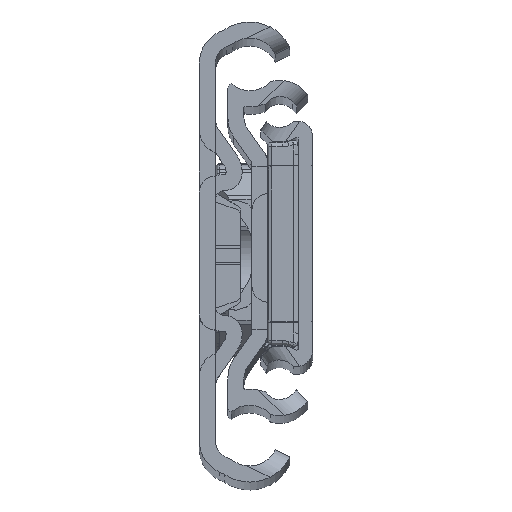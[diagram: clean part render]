
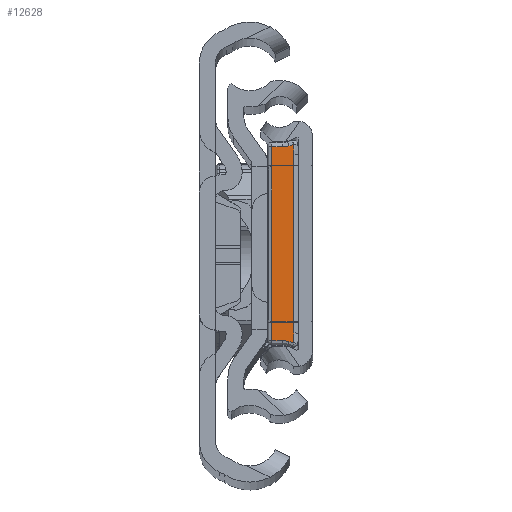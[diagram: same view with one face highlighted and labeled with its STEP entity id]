
A CAD part, top view. The second image highlights one B-rep face of the part: STEP entity #12628.
In plain terms, the highlighted planar face has unit normal (0, 0, 1).
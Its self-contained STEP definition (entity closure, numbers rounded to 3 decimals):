
#403 = CARTESIAN_POINT ( 'NONE',  ( 9.313, 6.606, 0. ) ) ;
#432 = CARTESIAN_POINT ( 'NONE',  ( -11.104, 0.5, 0. ) ) ;
#489 = CARTESIAN_POINT ( 'NONE',  ( -11.104, 0.559, 0. ) ) ;
#1065 = VECTOR ( 'NONE', #17147, 1000. ) ;
#1124 = CARTESIAN_POINT ( 'NONE',  ( 10.85, 0.559, 0. ) ) ;
#1523 = CARTESIAN_POINT ( 'NONE',  ( -10.85, 3., 0. ) ) ;
#1700 = VERTEX_POINT ( 'NONE', #6425 ) ;
#1719 = DIRECTION ( 'NONE',  ( 0., 0., -1. ) ) ;
#2242 = CARTESIAN_POINT ( 'NONE',  ( -11.043, -0.602, 0. ) ) ;
#2493 = ORIENTED_EDGE ( 'NONE', *, *, #14773, .T. ) ;
#2613 = DIRECTION ( 'NONE',  ( 0., 1., 0. ) ) ;
#2666 = VECTOR ( 'NONE', #15021, 1000. ) ;
#2676 = ORIENTED_EDGE ( 'NONE', *, *, #17655, .T. ) ;
#2899 = VECTOR ( 'NONE', #16470, 1000. ) ;
#3229 = ORIENTED_EDGE ( 'NONE', *, *, #15938, .T. ) ;
#3520 = CARTESIAN_POINT ( 'NONE',  ( -11.104, 0.559, 0. ) ) ;
#3674 = LINE ( 'NONE', #432, #2666 ) ;
#3777 = EDGE_CURVE ( 'NONE', #6289, #5445, #15348, .T. ) ;
#3822 = CARTESIAN_POINT ( 'NONE',  ( 10.85, 3., 0. ) ) ;
#4073 = ORIENTED_EDGE ( 'NONE', *, *, #12397, .T. ) ;
#4275 = DIRECTION ( 'NONE',  ( 1., 0., 0. ) ) ;
#4374 = ORIENTED_EDGE ( 'NONE', *, *, #10621, .T. ) ;
#4392 = CARTESIAN_POINT ( 'NONE',  ( 10.85, 1.779, 0. ) ) ;
#4401 = DIRECTION ( 'NONE',  ( 0., 0., -1. ) ) ;
#4506 = CARTESIAN_POINT ( 'NONE',  ( -13.35, 1.779, 0. ) ) ;
#4543 = VECTOR ( 'NONE', #8233, 1000. ) ;
#4994 = VERTEX_POINT ( 'NONE', #15097 ) ;
#5350 = LINE ( 'NONE', #15213, #4543 ) ;
#5445 = VERTEX_POINT ( 'NONE', #3822 ) ;
#5710 = EDGE_CURVE ( 'NONE', #13951, #1700, #5350, .T. ) ;
#5737 = ORIENTED_EDGE ( 'NONE', *, *, #5710, .T. ) ;
#6150 = CARTESIAN_POINT ( 'NONE',  ( -10.85, 1.779, 0. ) ) ;
#6289 = VERTEX_POINT ( 'NONE', #4392 ) ;
#6387 = AXIS2_PLACEMENT_3D ( 'NONE', #17423, #4401, #7364 ) ;
#6425 = CARTESIAN_POINT ( 'NONE',  ( -9.987, 0.5, 0. ) ) ;
#6521 = LINE ( 'NONE', #10819, #13714 ) ;
#7364 = DIRECTION ( 'NONE',  ( 1., 0., 0. ) ) ;
#7467 = DIRECTION ( 'NONE',  ( 1., 0., 0. ) ) ;
#7582 = VECTOR ( 'NONE', #14266, 1000. ) ;
#7994 = LINE ( 'NONE', #12189, #18332 ) ;
#8233 = DIRECTION ( 'NONE',  ( 0.999, -0.052, 0. ) ) ;
#8459 = PLANE ( 'NONE',  #15380 ) ;
#9375 = CIRCLE ( 'NONE', #6387, 2.5 ) ;
#9386 = EDGE_CURVE ( 'NONE', #15777, #17291, #14623, .T. ) ;
#9409 = EDGE_CURVE ( 'NONE', #15615, #13951, #14450, .T. ) ;
#9507 = AXIS2_PLACEMENT_3D ( 'NONE', #4506, #1719, #7467 ) ;
#9875 = DIRECTION ( 'NONE',  ( -1., 0., 0. ) ) ;
#10621 = EDGE_CURVE ( 'NONE', #17291, #6289, #9375, .T. ) ;
#10819 = CARTESIAN_POINT ( 'NONE',  ( -11.104, 3., 0. ) ) ;
#11076 = DIRECTION ( 'NONE',  ( 0., -1., 0. ) ) ;
#11347 = CARTESIAN_POINT ( 'NONE',  ( -11.104, 0.559, 0. ) ) ;
#11808 = VERTEX_POINT ( 'NONE', #1523 ) ;
#11882 = VERTEX_POINT ( 'NONE', #6150 ) ;
#12085 = EDGE_LOOP ( 'NONE', ( #15645, #17095, #4374, #15283, #2676, #4073, #2493, #14598, #5737, #3229 ) ) ;
#12189 = CARTESIAN_POINT ( 'NONE',  ( -10.85, 0.559, 0. ) ) ;
#12397 = EDGE_CURVE ( 'NONE', #11808, #11882, #7994, .T. ) ;
#12510 = EDGE_CURVE ( 'NONE', #4994, #15777, #14986, .T. ) ;
#12628 = ADVANCED_FACE ( 'NONE', ( #16931 ), #8459, .T. ) ;
#12788 = CARTESIAN_POINT ( 'NONE',  ( 10.953, 1.068, 0. ) ) ;
#13077 = CARTESIAN_POINT ( 'NONE',  ( 11.104, 0.559, 0. ) ) ;
#13676 = CIRCLE ( 'NONE', #9507, 2.5 ) ;
#13714 = VECTOR ( 'NONE', #9875, 1000. ) ;
#13951 = VERTEX_POINT ( 'NONE', #3520 ) ;
#14266 = DIRECTION ( 'NONE',  ( -0.284, -0.959, 0. ) ) ;
#14450 = LINE ( 'NONE', #489, #7582 ) ;
#14598 = ORIENTED_EDGE ( 'NONE', *, *, #9409, .T. ) ;
#14623 = LINE ( 'NONE', #403, #1065 ) ;
#14773 = EDGE_CURVE ( 'NONE', #11882, #15615, #13676, .T. ) ;
#14986 = LINE ( 'NONE', #2242, #2899 ) ;
#15021 = DIRECTION ( 'NONE',  ( 1., 0., 0. ) ) ;
#15097 = CARTESIAN_POINT ( 'NONE',  ( 9.987, 0.5, 0. ) ) ;
#15213 = CARTESIAN_POINT ( 'NONE',  ( -11.104, 0.559, 0. ) ) ;
#15216 = VECTOR ( 'NONE', #2613, 1000. ) ;
#15283 = ORIENTED_EDGE ( 'NONE', *, *, #3777, .T. ) ;
#15348 = LINE ( 'NONE', #1124, #15216 ) ;
#15380 = AXIS2_PLACEMENT_3D ( 'NONE', #11347, #17020, #4275 ) ;
#15615 = VERTEX_POINT ( 'NONE', #18022 ) ;
#15645 = ORIENTED_EDGE ( 'NONE', *, *, #12510, .T. ) ;
#15777 = VERTEX_POINT ( 'NONE', #13077 ) ;
#15938 = EDGE_CURVE ( 'NONE', #1700, #4994, #3674, .T. ) ;
#16470 = DIRECTION ( 'NONE',  ( 0.999, 0.052, 0. ) ) ;
#16931 = FACE_OUTER_BOUND ( 'NONE', #12085, .T. ) ;
#17020 = DIRECTION ( 'NONE',  ( 0., 0., 1. ) ) ;
#17095 = ORIENTED_EDGE ( 'NONE', *, *, #9386, .T. ) ;
#17147 = DIRECTION ( 'NONE',  ( -0.284, 0.959, 0. ) ) ;
#17291 = VERTEX_POINT ( 'NONE', #12788 ) ;
#17423 = CARTESIAN_POINT ( 'NONE',  ( 13.35, 1.779, 0. ) ) ;
#17655 = EDGE_CURVE ( 'NONE', #5445, #11808, #6521, .T. ) ;
#18022 = CARTESIAN_POINT ( 'NONE',  ( -10.953, 1.068, 0. ) ) ;
#18332 = VECTOR ( 'NONE', #11076, 1000. ) ;
